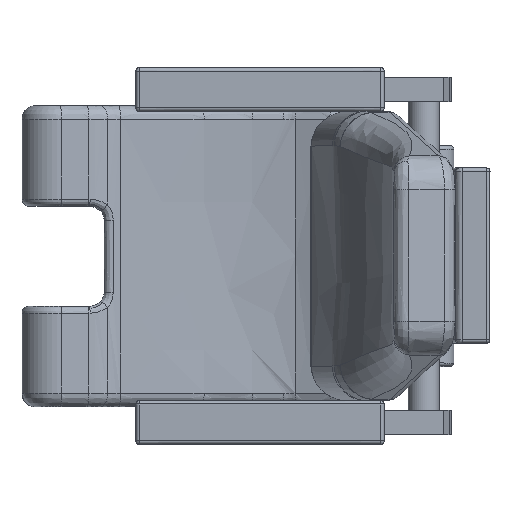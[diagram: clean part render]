
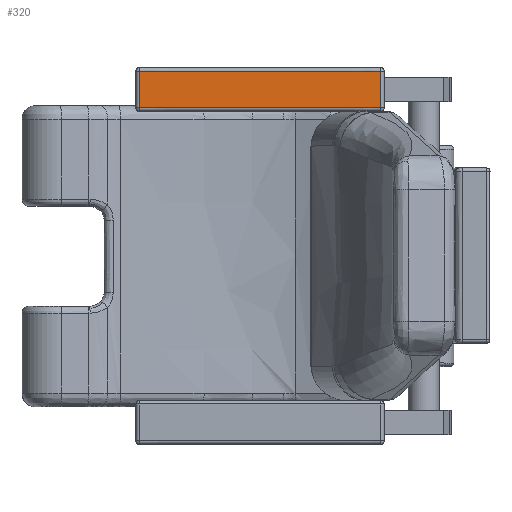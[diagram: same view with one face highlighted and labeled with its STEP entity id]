
A CAD part, top view. The second image highlights one B-rep face of the part: STEP entity #320.
In plain terms, the highlighted planar face has unit normal (0, 0, -1).
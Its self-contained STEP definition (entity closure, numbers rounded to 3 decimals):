
#320=ADVANCED_FACE($,(#765),#4989,.T.);
#765=FACE_OUTER_BOUND($,#1212,.T.);
#1212=EDGE_LOOP($,(#2275,#2276,#2277,#2278));
#2275=ORIENTED_EDGE($,*,*,#3814,.F.);
#2276=ORIENTED_EDGE($,*,*,#3805,.F.);
#2277=ORIENTED_EDGE($,*,*,#3820,.T.);
#2278=ORIENTED_EDGE($,*,*,#3785,.T.);
#3785=EDGE_CURVE($,#4608,#4609,#5991,.T.);
#3805=EDGE_CURVE($,#4620,#4621,#6011,.T.);
#3814=EDGE_CURVE($,#4621,#4609,#6020,.T.);
#3820=EDGE_CURVE($,#4620,#4608,#6026,.T.);
#4608=VERTEX_POINT($,#12418);
#4609=VERTEX_POINT($,#12419);
#4620=VERTEX_POINT($,#12430);
#4621=VERTEX_POINT($,#12431);
#4989=PLANE($,#6439);
#5991=(
BOUNDED_CURVE()
B_SPLINE_CURVE(3,(#12048,#12049,#12050,#12051),.UNSPECIFIED.,.F.,.F.)
B_SPLINE_CURVE_WITH_KNOTS((4,4),(0.,350.),.UNSPECIFIED.)
CURVE()
GEOMETRIC_REPRESENTATION_ITEM()
RATIONAL_B_SPLINE_CURVE((1.,1.,1.,1.))
REPRESENTATION_ITEM($)
);
#6011=(
BOUNDED_CURVE()
B_SPLINE_CURVE(3,(#12116,#12117,#12118,#12119),.UNSPECIFIED.,.F.,.F.)
B_SPLINE_CURVE_WITH_KNOTS((4,4),(0.,350.),.UNSPECIFIED.)
CURVE()
GEOMETRIC_REPRESENTATION_ITEM()
RATIONAL_B_SPLINE_CURVE((1.,1.,1.,1.))
REPRESENTATION_ITEM($)
);
#6020=(
BOUNDED_CURVE()
B_SPLINE_CURVE(3,(#12146,#12147,#12148,#12149),.UNSPECIFIED.,.F.,.F.)
B_SPLINE_CURVE_WITH_KNOTS((4,4),(-53.5,0.),.UNSPECIFIED.)
CURVE()
GEOMETRIC_REPRESENTATION_ITEM()
RATIONAL_B_SPLINE_CURVE((1.,1.,1.,1.))
REPRESENTATION_ITEM($)
);
#6026=(
BOUNDED_CURVE()
B_SPLINE_CURVE(3,(#12168,#12169,#12170,#12171),.UNSPECIFIED.,.F.,.F.)
B_SPLINE_CURVE_WITH_KNOTS((4,4),(-53.5,0.),.UNSPECIFIED.)
CURVE()
GEOMETRIC_REPRESENTATION_ITEM()
RATIONAL_B_SPLINE_CURVE((1.,1.,1.,1.))
REPRESENTATION_ITEM($)
);
#6439=AXIS2_PLACEMENT_3D($,#12404,#6543,$);
#6543=DIRECTION($,(0.,0.,-1.));
#12048=CARTESIAN_POINT($,(3913.,-310.45,3267.));
#12049=CARTESIAN_POINT($,(3796.333,-310.45,3267.));
#12050=CARTESIAN_POINT($,(3679.667,-310.45,3267.));
#12051=CARTESIAN_POINT($,(3563.,-310.45,3267.));
#12116=CARTESIAN_POINT($,(3913.,-256.95,3267.));
#12117=CARTESIAN_POINT($,(3796.333,-256.95,3267.));
#12118=CARTESIAN_POINT($,(3679.667,-256.95,3267.));
#12119=CARTESIAN_POINT($,(3563.,-256.95,3267.));
#12146=CARTESIAN_POINT($,(3563.,-256.95,3267.));
#12147=CARTESIAN_POINT($,(3563.,-274.783,3267.));
#12148=CARTESIAN_POINT($,(3563.,-292.617,3267.));
#12149=CARTESIAN_POINT($,(3563.,-310.45,3267.));
#12168=CARTESIAN_POINT($,(3913.,-256.95,3267.));
#12169=CARTESIAN_POINT($,(3913.,-274.783,3267.));
#12170=CARTESIAN_POINT($,(3913.,-292.617,3267.));
#12171=CARTESIAN_POINT($,(3913.,-310.45,3267.));
#12404=CARTESIAN_POINT($,(3563.,-310.45,3267.));
#12418=CARTESIAN_POINT($,(3913.,-310.45,3267.));
#12419=CARTESIAN_POINT($,(3563.,-310.45,3267.));
#12430=CARTESIAN_POINT($,(3913.,-256.95,3267.));
#12431=CARTESIAN_POINT($,(3563.,-256.95,3267.));
